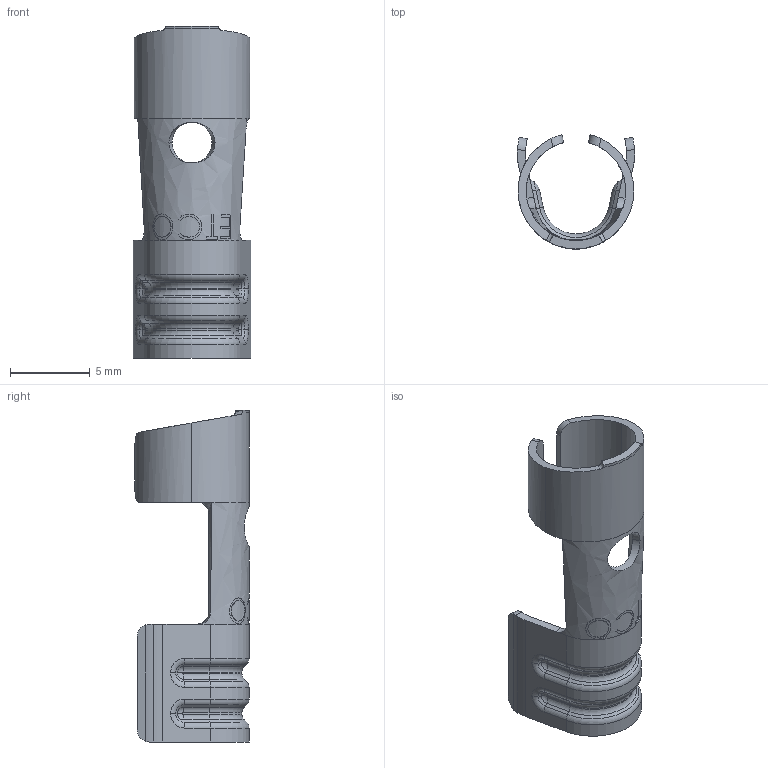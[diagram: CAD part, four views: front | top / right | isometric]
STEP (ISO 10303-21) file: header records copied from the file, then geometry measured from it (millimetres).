
FILE_DESCRIPTION (( 'STEP AP203' ), '1' );
FILE_NAME ('DT66.STEP', '2019-11-01T19:19:32', ( 'tempuser' ), ( 'Microsoft' ), 'SwSTEP 2.0', 'SolidWorks 2019', '' );
FILE_SCHEMA (( 'CONFIG_CONTROL_DESIGN' ));
Length unit declared in the file: inch
Products named in the file (1): DT66
Bounding box: 7.37 x 7.13 x 20.75 mm (x, y, z)
Volume: 138.3 mm3; surface area: 610.9 mm2
Topology: 1 solids, 1 shells, 218 faces, 549 edges, 338 vertices
Faces by surface type: bspline 60, cylinder 54, plane 44, torus 36, cone 24
Entity records: 10052 total; most frequent: CARTESIAN_POINT 5240, ORIENTED_EDGE 1098, DIRECTION 827, EDGE_CURVE 549, VERTEX_POINT 338, AXIS2_PLACEMENT_3D 331, EDGE_LOOP 225, ADVANCED_FACE 218
